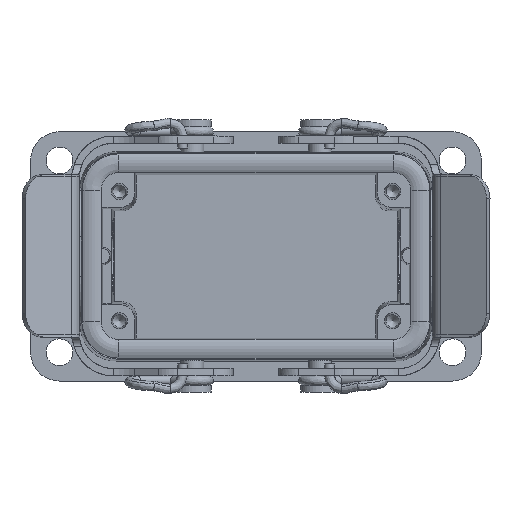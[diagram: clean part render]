
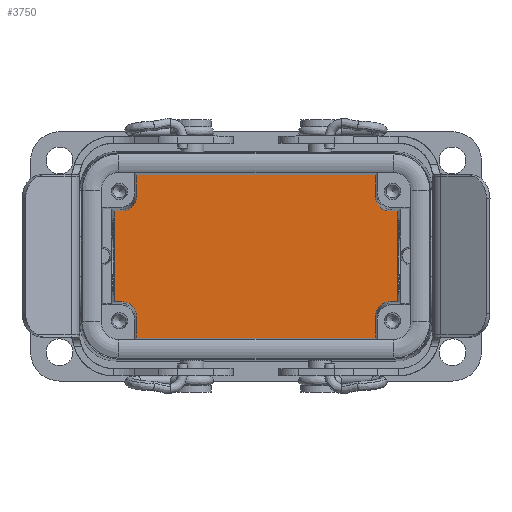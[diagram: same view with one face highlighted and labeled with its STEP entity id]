
A CAD part, top view. The second image highlights one B-rep face of the part: STEP entity #3750.
In plain terms, the highlighted planar face has unit normal (0, 0, 1).
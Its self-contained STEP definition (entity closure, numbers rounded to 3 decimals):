
#62=ELLIPSE('',#11162,3.001,3.);
#69=ELLIPSE('',#11172,3.001,3.);
#71=ELLIPSE('',#11176,3.001,3.);
#72=ELLIPSE('',#11177,3.001,3.);
#2881=PLANE('',#11178);
#3750=ADVANCED_FACE('',(#4266),#2881,.F.);
#4266=FACE_OUTER_BOUND('',#4730,.T.);
#4730=EDGE_LOOP('',(#7453,#7454,#7455,#7456,#7457,#7458,#7459,#7460,#7461,
#7462,#7463,#7464,#7465,#7466,#7467,#7468));
#5270=LINE('',#18711,#5862);
#5287=LINE('',#18767,#5879);
#5292=LINE('',#18780,#5884);
#5293=LINE('',#18782,#5885);
#5294=LINE('',#18784,#5886);
#5295=LINE('',#18788,#5887);
#5296=LINE('',#18789,#5888);
#5297=LINE('',#18790,#5889);
#5298=LINE('',#18792,#5890);
#5299=LINE('',#18794,#5891);
#5300=LINE('',#18795,#5892);
#5301=LINE('',#18796,#5893);
#5862=VECTOR('',#12450,1.);
#5879=VECTOR('',#12495,1.);
#5884=VECTOR('',#12504,1.);
#5885=VECTOR('',#12505,1.);
#5886=VECTOR('',#12506,1.);
#5887=VECTOR('',#12509,1.);
#5888=VECTOR('',#12510,1.);
#5889=VECTOR('',#12511,1.);
#5890=VECTOR('',#12512,1.);
#5891=VECTOR('',#12513,1.);
#5892=VECTOR('',#12514,1.);
#5893=VECTOR('',#12515,1.);
#7453=ORIENTED_EDGE('',*,*,#9747,.T.);
#7454=ORIENTED_EDGE('',*,*,#9748,.T.);
#7455=ORIENTED_EDGE('',*,*,#9749,.T.);
#7456=ORIENTED_EDGE('',*,*,#9750,.F.);
#7457=ORIENTED_EDGE('',*,*,#9751,.T.);
#7458=ORIENTED_EDGE('',*,*,#9752,.F.);
#7459=ORIENTED_EDGE('',*,*,#9716,.F.);
#7460=ORIENTED_EDGE('',*,*,#9753,.T.);
#7461=ORIENTED_EDGE('',*,*,#9724,.T.);
#7462=ORIENTED_EDGE('',*,*,#9754,.F.);
#7463=ORIENTED_EDGE('',*,*,#9755,.F.);
#7464=ORIENTED_EDGE('',*,*,#9756,.T.);
#7465=ORIENTED_EDGE('',*,*,#9737,.T.);
#7466=ORIENTED_EDGE('',*,*,#9757,.T.);
#7467=ORIENTED_EDGE('',*,*,#9742,.T.);
#7468=ORIENTED_EDGE('',*,*,#9758,.T.);
#8798=VERTEX_POINT('',#18712);
#8799=VERTEX_POINT('',#18713);
#8805=VERTEX_POINT('',#18727);
#8807=VERTEX_POINT('',#18730);
#8817=VERTEX_POINT('',#18755);
#8818=VERTEX_POINT('',#18757);
#8822=VERTEX_POINT('',#18766);
#8823=VERTEX_POINT('',#18768);
#8827=VERTEX_POINT('',#18778);
#8828=VERTEX_POINT('',#18779);
#8829=VERTEX_POINT('',#18781);
#8830=VERTEX_POINT('',#18783);
#8831=VERTEX_POINT('',#18785);
#8832=VERTEX_POINT('',#18787);
#8833=VERTEX_POINT('',#18791);
#8834=VERTEX_POINT('',#18793);
#9716=EDGE_CURVE('',#8798,#8799,#5270,.T.);
#9724=EDGE_CURVE('',#8807,#8805,#62,.T.);
#9737=EDGE_CURVE('',#8818,#8817,#69,.T.);
#9742=EDGE_CURVE('',#8823,#8822,#5287,.T.);
#9747=EDGE_CURVE('',#8827,#8828,#71,.T.);
#9748=EDGE_CURVE('',#8828,#8829,#5292,.T.);
#9749=EDGE_CURVE('',#8829,#8830,#5293,.T.);
#9750=EDGE_CURVE('',#8831,#8830,#5294,.T.);
#9751=EDGE_CURVE('',#8831,#8832,#72,.T.);
#9752=EDGE_CURVE('',#8799,#8832,#5295,.T.);
#9753=EDGE_CURVE('',#8798,#8807,#5296,.T.);
#9754=EDGE_CURVE('',#8833,#8805,#5297,.T.);
#9755=EDGE_CURVE('',#8834,#8833,#5298,.T.);
#9756=EDGE_CURVE('',#8834,#8818,#5299,.T.);
#9757=EDGE_CURVE('',#8817,#8823,#5300,.T.);
#9758=EDGE_CURVE('',#8822,#8827,#5301,.T.);
#11162=AXIS2_PLACEMENT_3D('',#18729,#12460,#12461);
#11172=AXIS2_PLACEMENT_3D('',#18756,#12486,#12487);
#11176=AXIS2_PLACEMENT_3D('',#18777,#12502,#12503);
#11177=AXIS2_PLACEMENT_3D('',#18786,#12507,#12508);
#11178=AXIS2_PLACEMENT_3D('',#18797,#12516,#12517);
#12450=DIRECTION('',(0.,-1.,0.));
#12460=DIRECTION('',(0.,0.,-1.));
#12461=DIRECTION('',(0.707,0.707,0.));
#12486=DIRECTION('',(0.,0.,-1.));
#12487=DIRECTION('',(-0.707,0.707,0.));
#12495=DIRECTION('',(0.,-1.,0.));
#12502=DIRECTION('',(0.,0.,-1.));
#12503=DIRECTION('',(0.707,0.707,0.));
#12504=DIRECTION('',(0.,-1.,0.));
#12505=DIRECTION('',(1.,0.,0.));
#12506=DIRECTION('',(0.,-1.,0.));
#12507=DIRECTION('',(0.,0.,-1.));
#12508=DIRECTION('',(-0.707,0.707,0.));
#12509=DIRECTION('',(-1.,0.,0.));
#12510=DIRECTION('',(-1.,0.,0.));
#12511=DIRECTION('',(0.,-1.,0.));
#12512=DIRECTION('',(1.,0.,0.));
#12513=DIRECTION('',(0.,-1.,0.));
#12514=DIRECTION('',(-1.,0.,0.));
#12515=DIRECTION('',(1.,0.,0.));
#12516=DIRECTION('',(0.,0.,-1.));
#12517=DIRECTION('',(-1.,0.,0.));
#18711=CARTESIAN_POINT('',(29.509,9.901,-38.25));
#18712=CARTESIAN_POINT('',(29.509,9.482,-38.25));
#18713=CARTESIAN_POINT('',(29.509,-9.482,-38.25));
#18727=CARTESIAN_POINT('',(24.953,12.482,-38.25));
#18729=CARTESIAN_POINT('',(27.954,12.483,-38.25));
#18730=CARTESIAN_POINT('',(27.953,9.482,-38.25));
#18755=CARTESIAN_POINT('',(-27.953,9.482,-38.25));
#18756=CARTESIAN_POINT('',(-27.954,12.483,-38.25));
#18757=CARTESIAN_POINT('',(-24.953,12.482,-38.25));
#18766=CARTESIAN_POINT('',(-29.509,-9.482,-38.25));
#18767=CARTESIAN_POINT('',(-29.509,9.901,-38.25));
#18768=CARTESIAN_POINT('',(-29.509,9.482,-38.25));
#18777=CARTESIAN_POINT('',(-27.954,-12.483,-38.25));
#18778=CARTESIAN_POINT('',(-27.953,-9.482,-38.25));
#18779=CARTESIAN_POINT('',(-24.953,-12.482,-38.25));
#18780=CARTESIAN_POINT('',(-24.953,-17.75,-38.25));
#18781=CARTESIAN_POINT('',(-24.953,-17.055,-38.25));
#18782=CARTESIAN_POINT('',(24.953,-17.055,-38.25));
#18783=CARTESIAN_POINT('',(24.953,-17.055,-38.25));
#18784=CARTESIAN_POINT('',(24.953,-17.75,-38.25));
#18785=CARTESIAN_POINT('',(24.953,-12.482,-38.25));
#18786=CARTESIAN_POINT('',(27.954,-12.483,-38.25));
#18787=CARTESIAN_POINT('',(27.953,-9.482,-38.25));
#18788=CARTESIAN_POINT('',(24.953,-9.482,-38.25));
#18789=CARTESIAN_POINT('',(-28.838,9.482,-38.25));
#18790=CARTESIAN_POINT('',(24.953,-17.75,-38.25));
#18791=CARTESIAN_POINT('',(24.953,17.055,-38.25));
#18792=CARTESIAN_POINT('',(35.75,17.055,-38.25));
#18793=CARTESIAN_POINT('',(-24.953,17.055,-38.25));
#18794=CARTESIAN_POINT('',(-24.953,-17.75,-38.25));
#18795=CARTESIAN_POINT('',(24.953,9.482,-38.25));
#18796=CARTESIAN_POINT('',(24.953,-9.482,-38.25));
#18797=CARTESIAN_POINT('',(24.953,-17.75,-38.25));
